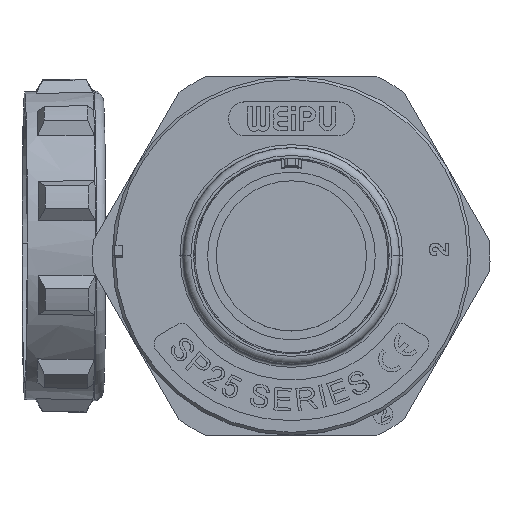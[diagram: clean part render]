
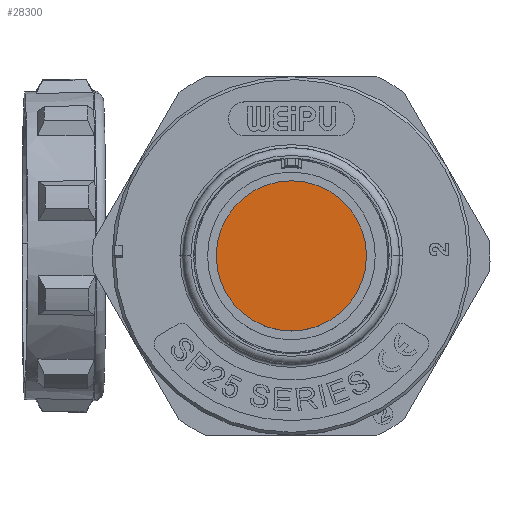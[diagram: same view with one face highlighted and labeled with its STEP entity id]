
A CAD part, top view. The second image highlights one B-rep face of the part: STEP entity #28300.
In plain terms, the highlighted planar face has unit normal (0, 0, 1).
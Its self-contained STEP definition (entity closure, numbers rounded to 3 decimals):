
#10014=CARTESIAN_POINT('',(18.5,18.5,2.9));
#10015=DIRECTION('',(0.,0.,1.));
#10016=DIRECTION('',(1.,0.,0.));
#10017=AXIS2_PLACEMENT_3D('',#10014,#10015,#10016);
#10019=CARTESIAN_POINT('',(18.5,18.5,2.9));
#10020=DIRECTION('',(0.,0.,1.));
#10021=DIRECTION('',(-1.,0.,0.));
#10022=AXIS2_PLACEMENT_3D('',#10019,#10020,#10021);
#14262=CARTESIAN_POINT('',(26.25,18.5,2.9));
#14263=CARTESIAN_POINT('',(10.75,18.5,2.9));
#14264=VERTEX_POINT('',#14262);
#14265=VERTEX_POINT('',#14263);
#28291=CARTESIAN_POINT('',(18.5,18.5,2.9));
#28292=DIRECTION('',(0.,0.,1.));
#28293=DIRECTION('',(0.,-1.,0.));
#28294=AXIS2_PLACEMENT_3D('',#28291,#28292,#28293);
#28295=PLANE('',#28294);
#28296=ORIENTED_EDGE('',*,*,#28271,.F.);
#28297=ORIENTED_EDGE('',*,*,#28285,.F.);
#28298=EDGE_LOOP('',(#28296,#28297));
#28299=FACE_OUTER_BOUND('',#28298,.F.);
#28300=ADVANCED_FACE('',(#28299),#28295,.T.);
#10018=CIRCLE('',#10017,7.75);
#10023=CIRCLE('',#10022,7.75);
#28271=EDGE_CURVE('',#14264,#14265,#10018,.T.);
#28285=EDGE_CURVE('',#14265,#14264,#10023,.T.);
